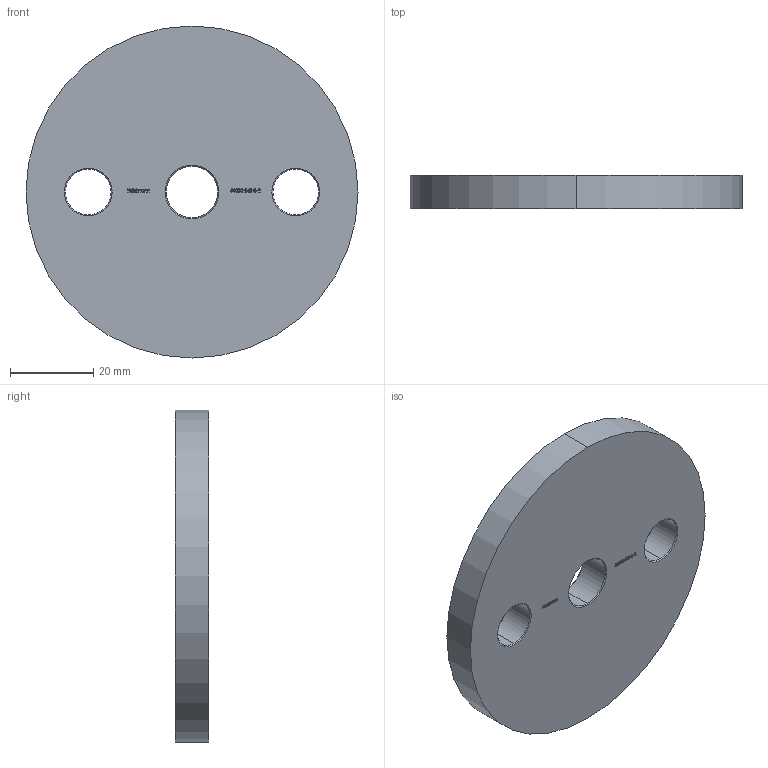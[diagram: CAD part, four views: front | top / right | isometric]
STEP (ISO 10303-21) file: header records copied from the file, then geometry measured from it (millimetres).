
FILE_DESCRIPTION (( 'STEP AP203' ), '1' );
FILE_NAME ('54080-240-8-R.step', '2020-10-21T10:56:27', ( '' ), ( '' ), 'SwSTEP 2.0', 'SolidWorks 2018', '' );
FILE_SCHEMA (( 'CONFIG_CONTROL_DESIGN' ));
Length unit declared in the file: millimetre
Products named in the file (2): 54080-240-8-R
Bounding box: 80 x 8 x 80 mm (x, y, z)
Volume: 37703 mm3; surface area: 12281 mm2
Topology: 1 solids, 1 shells, 299 faces, 777 edges, 514 vertices
Faces by surface type: plane 151, bspline 128, cone 12, cylinder 8
Entity records: 16602 total; most frequent: CARTESIAN_POINT 9960, ORIENTED_EDGE 1554, DIRECTION 895, EDGE_CURVE 777, VERTEX_POINT 514, VECTOR 493, LINE 493, EDGE_LOOP 339
